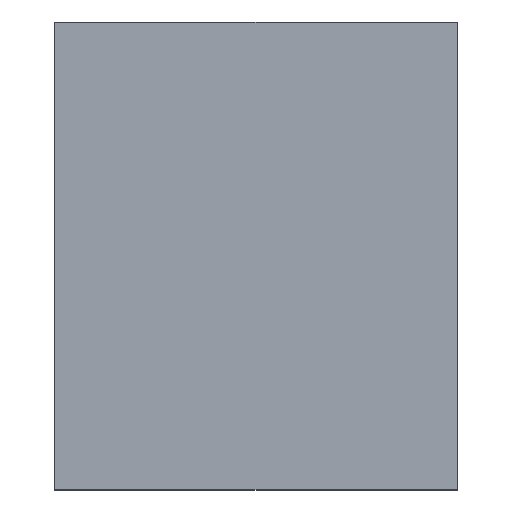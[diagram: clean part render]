
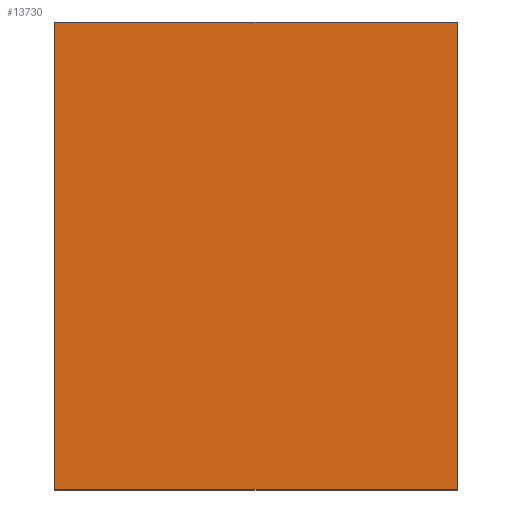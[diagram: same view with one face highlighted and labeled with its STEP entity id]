
A CAD part, top view. The second image highlights one B-rep face of the part: STEP entity #13730.
In plain terms, the highlighted planar face has unit normal (0, 0, 1).
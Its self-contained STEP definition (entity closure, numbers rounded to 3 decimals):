
#701=PLANE('',#14998);
#1383=FACE_OUTER_BOUND('',#2233,.T.);
#2233=EDGE_LOOP('',(#10778,#10779,#10780,#10781));
#3331=LINE('',#21649,#4726);
#3334=LINE('',#21655,#4729);
#3337=LINE('',#21661,#4732);
#3340=LINE('',#21665,#4735);
#4726=VECTOR('',#17420,10.);
#4729=VECTOR('',#17425,10.);
#4732=VECTOR('',#17430,10.);
#4735=VECTOR('',#17435,10.);
#6635=VERTEX_POINT('',#21646);
#6636=VERTEX_POINT('',#21648);
#6638=VERTEX_POINT('',#21654);
#6640=VERTEX_POINT('',#21660);
#8087=EDGE_CURVE('',#6636,#6635,#3331,.T.);
#8090=EDGE_CURVE('',#6638,#6636,#3334,.T.);
#8093=EDGE_CURVE('',#6640,#6638,#3337,.T.);
#8096=EDGE_CURVE('',#6635,#6640,#3340,.T.);
#10778=ORIENTED_EDGE('',*,*,#8096,.T.);
#10779=ORIENTED_EDGE('',*,*,#8093,.T.);
#10780=ORIENTED_EDGE('',*,*,#8090,.T.);
#10781=ORIENTED_EDGE('',*,*,#8087,.T.);
#13730=ADVANCED_FACE('',(#1383),#701,.T.);
#14998=AXIS2_PLACEMENT_3D('',#21666,#17436,#17437);
#17420=DIRECTION('',(-1.,0.,0.));
#17425=DIRECTION('',(0.,1.,0.));
#17430=DIRECTION('',(1.,0.,0.));
#17435=DIRECTION('',(0.,-1.,0.));
#17436=DIRECTION('center_axis',(0.,0.,1.));
#17437=DIRECTION('ref_axis',(1.,0.,0.));
#21646=CARTESIAN_POINT('',(0.,710.,18.));
#21648=CARTESIAN_POINT('',(610.,710.,18.));
#21649=CARTESIAN_POINT('',(610.,710.,18.));
#21654=CARTESIAN_POINT('',(610.,0.,18.));
#21655=CARTESIAN_POINT('',(610.,0.,18.));
#21660=CARTESIAN_POINT('',(0.,0.,18.));
#21661=CARTESIAN_POINT('',(0.,0.,18.));
#21665=CARTESIAN_POINT('',(0.,710.,18.));
#21666=CARTESIAN_POINT('Origin',(305.,355.,18.));
